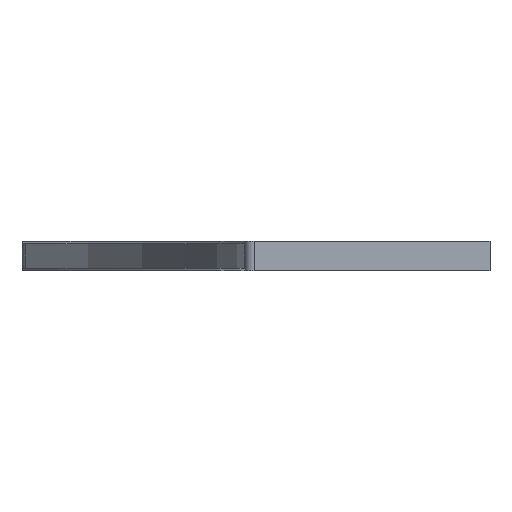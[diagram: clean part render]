
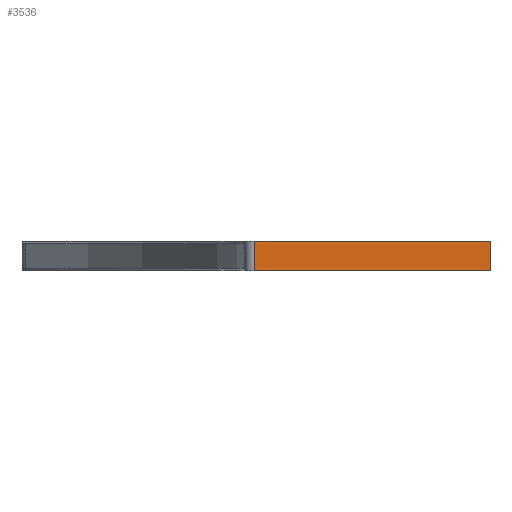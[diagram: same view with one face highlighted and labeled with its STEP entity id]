
A CAD part, front view. The second image highlights one B-rep face of the part: STEP entity #3536.
In plain terms, the highlighted planar face has unit normal (0, -1, 0).
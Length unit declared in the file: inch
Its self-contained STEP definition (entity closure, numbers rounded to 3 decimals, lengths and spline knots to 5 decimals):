
#27 = VERTEX_POINT ( 'NONE', #5874 ) ;
#326 = EDGE_LOOP ( 'NONE', ( #4090, #3389, #4436, #2367 ) ) ;
#446 = CARTESIAN_POINT ( 'NONE',  ( 8.0625, 0., -0.3735 ) ) ;
#601 = LINE ( 'NONE', #2974, #2582 ) ;
#664 = DIRECTION ( 'NONE',  ( 1., 0., 0. ) ) ;
#1162 = CARTESIAN_POINT ( 'NONE',  ( 8.18655, 0., -0.3735 ) ) ;
#1252 = EDGE_CURVE ( 'NONE', #27, #5131, #2683, .T. ) ;
#1324 = EDGE_CURVE ( 'NONE', #27, #6196, #4079, .T. ) ;
#1463 = FACE_OUTER_BOUND ( 'NONE', #326, .T. ) ;
#1560 = DIRECTION ( 'NONE',  ( 0., 0., 1. ) ) ;
#1831 = LINE ( 'NONE', #5360, #6204 ) ;
#1844 = CARTESIAN_POINT ( 'NONE',  ( 11.188, 0., 0. ) ) ;
#1887 = AXIS2_PLACEMENT_3D ( 'NONE', #446, #6342, #5377 ) ;
#2367 = ORIENTED_EDGE ( 'NONE', *, *, #6023, .T. ) ;
#2572 = EDGE_CURVE ( 'NONE', #6196, #3922, #1831, .T. ) ;
#2582 = VECTOR ( 'NONE', #1560, 39.37008 ) ;
#2650 = CARTESIAN_POINT ( 'NONE',  ( 11.188, 0., -0.3735 ) ) ;
#2683 = LINE ( 'NONE', #5665, #5191 ) ;
#2974 = CARTESIAN_POINT ( 'NONE',  ( 11.188, 0., -0.3735 ) ) ;
#3389 = ORIENTED_EDGE ( 'NONE', *, *, #1324, .T. ) ;
#3536 = ADVANCED_FACE ( 'NONE', ( #1463 ), #4820, .T. ) ;
#3625 = DIRECTION ( 'NONE',  ( 0., 0., -1. ) ) ;
#3903 = DIRECTION ( 'NONE',  ( 1., 0., 0. ) ) ;
#3922 = VERTEX_POINT ( 'NONE', #2650 ) ;
#4079 = LINE ( 'NONE', #5208, #4380 ) ;
#4090 = ORIENTED_EDGE ( 'NONE', *, *, #1252, .F. ) ;
#4380 = VECTOR ( 'NONE', #3625, 39.37008 ) ;
#4436 = ORIENTED_EDGE ( 'NONE', *, *, #2572, .T. ) ;
#4820 = PLANE ( 'NONE',  #1887 ) ;
#5131 = VERTEX_POINT ( 'NONE', #1844 ) ;
#5191 = VECTOR ( 'NONE', #664, 39.37008 ) ;
#5208 = CARTESIAN_POINT ( 'NONE',  ( 8.18655, 0., -0.3425 ) ) ;
#5360 = CARTESIAN_POINT ( 'NONE',  ( 8.0625, 0., -0.3735 ) ) ;
#5377 = DIRECTION ( 'NONE',  ( 0., 0., -1. ) ) ;
#5665 = CARTESIAN_POINT ( 'NONE',  ( 8.0625, 0., 0. ) ) ;
#5874 = CARTESIAN_POINT ( 'NONE',  ( 8.18655, 0., 0. ) ) ;
#6023 = EDGE_CURVE ( 'NONE', #3922, #5131, #601, .T. ) ;
#6196 = VERTEX_POINT ( 'NONE', #1162 ) ;
#6204 = VECTOR ( 'NONE', #3903, 39.37008 ) ;
#6342 = DIRECTION ( 'NONE',  ( 0., -1., 0. ) ) ;
